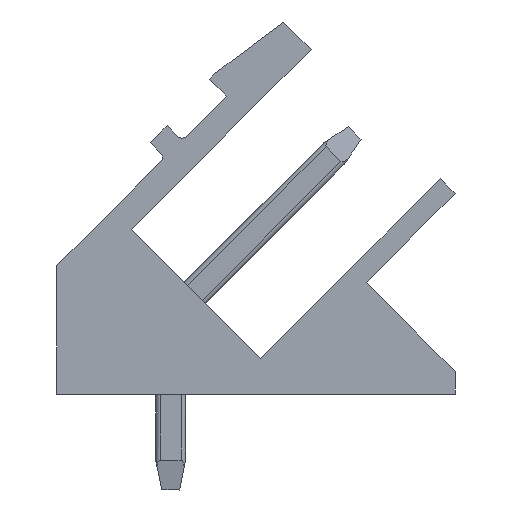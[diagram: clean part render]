
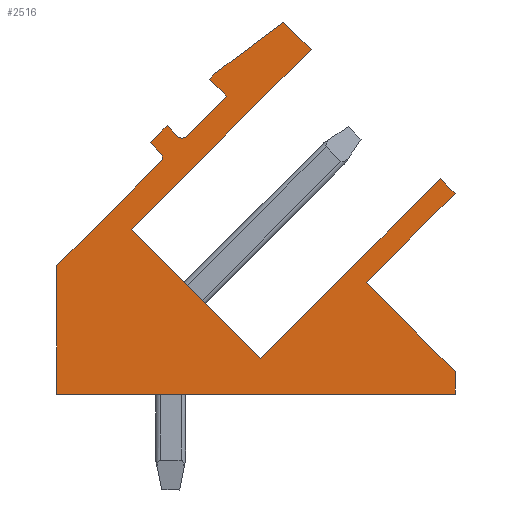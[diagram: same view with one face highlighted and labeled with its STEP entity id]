
A CAD part, left-side view. The second image highlights one B-rep face of the part: STEP entity #2516.
In plain terms, the highlighted planar face has unit normal (-1, 0, 0).
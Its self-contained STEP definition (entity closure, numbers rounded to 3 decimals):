
#1233=AXIS2_PLACEMENT_3D('Circle Axis2P3D',#1231,#1232,$) ;
#1357=AXIS2_PLACEMENT_3D('Circle Axis2P3D',#1355,#1356,$) ;
#2492=AXIS2_PLACEMENT_3D('Plane Axis2P3D',#2489,#2490,#2491) ;
#49=CARTESIAN_POINT('Vertex',(0.,6.505,4.385)) ;
#52=CARTESIAN_POINT('Line Origine',(0.,3.5,7.39)) ;
#56=CARTESIAN_POINT('Vertex',(0.,0.495,10.395)) ;
#87=CARTESIAN_POINT('Vertex',(0.,10.819,8.698)) ;
#90=CARTESIAN_POINT('Line Origine',(0.,8.662,6.541)) ;
#1042=CARTESIAN_POINT('Vertex',(0.,4.808,14.708)) ;
#1045=CARTESIAN_POINT('Line Origine',(0.,7.814,11.703)) ;
#1073=CARTESIAN_POINT('Vertex',(0.,5.728,15.628)) ;
#1076=CARTESIAN_POINT('Line Origine',(0.,5.268,15.168)) ;
#1104=CARTESIAN_POINT('Vertex',(0.,7.99,13.931)) ;
#1107=CARTESIAN_POINT('Line Origine',(0.,6.859,14.779)) ;
#1135=CARTESIAN_POINT('Vertex',(0.,8.202,13.718)) ;
#1138=CARTESIAN_POINT('Line Origine',(0.,8.096,13.824)) ;
#1166=CARTESIAN_POINT('Vertex',(0.,7.637,13.153)) ;
#1169=CARTESIAN_POINT('Line Origine',(0.,7.92,13.436)) ;
#1197=CARTESIAN_POINT('Vertex',(0.,8.98,11.809)) ;
#1200=CARTESIAN_POINT('Line Origine',(0.,8.309,12.481)) ;
#1228=CARTESIAN_POINT('Vertex',(0.,9.263,11.809)) ;
#1231=CARTESIAN_POINT('Axis2P3D Location',(0.,9.122,11.951)) ;
#1259=CARTESIAN_POINT('Vertex',(0.,9.617,12.163)) ;
#1262=CARTESIAN_POINT('Line Origine',(0.,9.44,11.986)) ;
#1290=CARTESIAN_POINT('Vertex',(0.,10.182,11.597)) ;
#1293=CARTESIAN_POINT('Line Origine',(0.,9.899,11.88)) ;
#1321=CARTESIAN_POINT('Vertex',(0.,9.829,11.244)) ;
#1324=CARTESIAN_POINT('Line Origine',(0.,10.006,11.42)) ;
#1352=CARTESIAN_POINT('Vertex',(0.,9.829,10.961)) ;
#1355=CARTESIAN_POINT('Axis2P3D Location',(0.,9.97,11.102)) ;
#1378=CARTESIAN_POINT('Vertex',(0.,13.3,7.489)) ;
#1381=CARTESIAN_POINT('Line Origine',(0.,11.564,9.225)) ;
#1409=CARTESIAN_POINT('Vertex',(0.,13.3,3.2)) ;
#1412=CARTESIAN_POINT('Line Origine',(0.,13.3,5.345)) ;
#1440=CARTESIAN_POINT('Vertex',(0.,0.,3.2)) ;
#1443=CARTESIAN_POINT('Line Origine',(0.,6.65,3.2)) ;
#2395=CARTESIAN_POINT('Vertex',(0.,0.,3.96)) ;
#2398=CARTESIAN_POINT('Line Origine',(0.,0.,3.58)) ;
#2426=CARTESIAN_POINT('Vertex',(0.,2.97,6.93)) ;
#2429=CARTESIAN_POINT('Line Origine',(0.,1.485,5.445)) ;
#2457=CARTESIAN_POINT('Vertex',(0.,0.,9.9)) ;
#2460=CARTESIAN_POINT('Line Origine',(0.,1.485,8.415)) ;
#2477=CARTESIAN_POINT('Line Origine',(0.,0.247,10.147)) ;
#2489=CARTESIAN_POINT('Axis2P3D Location',(0.,0.,0.)) ;
#53=DIRECTION('Vector Direction',(0.,0.707,-0.707)) ;
#91=DIRECTION('Vector Direction',(0.,-0.707,-0.707)) ;
#1046=DIRECTION('Vector Direction',(0.,-0.707,0.707)) ;
#1077=DIRECTION('Vector Direction',(0.,-0.707,-0.707)) ;
#1108=DIRECTION('Vector Direction',(0.,-0.8,0.6)) ;
#1139=DIRECTION('Vector Direction',(0.,-0.707,0.707)) ;
#1170=DIRECTION('Vector Direction',(0.,0.707,0.707)) ;
#1201=DIRECTION('Vector Direction',(0.,-0.707,0.707)) ;
#1232=DIRECTION('Axis2P3D Direction',(-1.,0.,0.)) ;
#1263=DIRECTION('Vector Direction',(0.,-0.707,-0.707)) ;
#1294=DIRECTION('Vector Direction',(0.,-0.707,0.707)) ;
#1325=DIRECTION('Vector Direction',(0.,0.707,0.707)) ;
#1356=DIRECTION('Axis2P3D Direction',(-1.,0.,0.)) ;
#1382=DIRECTION('Vector Direction',(0.,-0.707,0.707)) ;
#1413=DIRECTION('Vector Direction',(0.,0.,1.)) ;
#1444=DIRECTION('Vector Direction',(0.,1.,0.)) ;
#2399=DIRECTION('Vector Direction',(0.,0.,-1.)) ;
#2430=DIRECTION('Vector Direction',(0.,-0.707,-0.707)) ;
#2461=DIRECTION('Vector Direction',(0.,0.707,-0.707)) ;
#2478=DIRECTION('Vector Direction',(0.,-0.707,-0.707)) ;
#2490=DIRECTION('Axis2P3D Direction',(-1.,0.,0.)) ;
#2491=DIRECTION('Axis2P3D XDirection',(0.,0.,1.)) ;
#54=VECTOR('Line Direction',#53,1.) ;
#92=VECTOR('Line Direction',#91,1.) ;
#1047=VECTOR('Line Direction',#1046,1.) ;
#1078=VECTOR('Line Direction',#1077,1.) ;
#1109=VECTOR('Line Direction',#1108,1.) ;
#1140=VECTOR('Line Direction',#1139,1.) ;
#1171=VECTOR('Line Direction',#1170,1.) ;
#1202=VECTOR('Line Direction',#1201,1.) ;
#1264=VECTOR('Line Direction',#1263,1.) ;
#1295=VECTOR('Line Direction',#1294,1.) ;
#1326=VECTOR('Line Direction',#1325,1.) ;
#1383=VECTOR('Line Direction',#1382,1.) ;
#1414=VECTOR('Line Direction',#1413,1.) ;
#1445=VECTOR('Line Direction',#1444,1.) ;
#2400=VECTOR('Line Direction',#2399,1.) ;
#2431=VECTOR('Line Direction',#2430,1.) ;
#2462=VECTOR('Line Direction',#2461,1.) ;
#2479=VECTOR('Line Direction',#2478,1.) ;
#2495=ORIENTED_EDGE('',*,*,#58,.T.) ;
#2496=ORIENTED_EDGE('',*,*,#94,.T.) ;
#2497=ORIENTED_EDGE('',*,*,#1049,.T.) ;
#2498=ORIENTED_EDGE('',*,*,#1080,.T.) ;
#2499=ORIENTED_EDGE('',*,*,#1111,.T.) ;
#2500=ORIENTED_EDGE('',*,*,#1142,.T.) ;
#2501=ORIENTED_EDGE('',*,*,#1173,.T.) ;
#2502=ORIENTED_EDGE('',*,*,#1204,.T.) ;
#2503=ORIENTED_EDGE('',*,*,#1235,.T.) ;
#2504=ORIENTED_EDGE('',*,*,#1266,.T.) ;
#2505=ORIENTED_EDGE('',*,*,#1297,.T.) ;
#2506=ORIENTED_EDGE('',*,*,#1328,.T.) ;
#2507=ORIENTED_EDGE('',*,*,#1359,.T.) ;
#2508=ORIENTED_EDGE('',*,*,#1385,.T.) ;
#2509=ORIENTED_EDGE('',*,*,#1416,.T.) ;
#2510=ORIENTED_EDGE('',*,*,#1447,.T.) ;
#2511=ORIENTED_EDGE('',*,*,#2402,.T.) ;
#2512=ORIENTED_EDGE('',*,*,#2433,.T.) ;
#2513=ORIENTED_EDGE('',*,*,#2464,.T.) ;
#2514=ORIENTED_EDGE('',*,*,#2481,.T.) ;
#2516=ADVANCED_FACE('Housing',(#2515),#2493,.T.) ;
#1234=CIRCLE('generated circle',#1233,0.2) ;
#1358=CIRCLE('generated circle',#1357,0.2) ;
#58=EDGE_CURVE('',#57,#50,#55,.T.) ;
#94=EDGE_CURVE('',#50,#88,#93,.F.) ;
#1049=EDGE_CURVE('',#88,#1043,#1048,.T.) ;
#1080=EDGE_CURVE('',#1043,#1074,#1079,.F.) ;
#1111=EDGE_CURVE('',#1074,#1105,#1110,.F.) ;
#1142=EDGE_CURVE('',#1105,#1136,#1141,.F.) ;
#1173=EDGE_CURVE('',#1136,#1167,#1172,.F.) ;
#1204=EDGE_CURVE('',#1167,#1198,#1203,.F.) ;
#1235=EDGE_CURVE('',#1198,#1229,#1234,.F.) ;
#1266=EDGE_CURVE('',#1229,#1260,#1265,.F.) ;
#1297=EDGE_CURVE('',#1260,#1291,#1296,.F.) ;
#1328=EDGE_CURVE('',#1291,#1322,#1327,.F.) ;
#1359=EDGE_CURVE('',#1322,#1353,#1358,.F.) ;
#1385=EDGE_CURVE('',#1353,#1379,#1384,.F.) ;
#1416=EDGE_CURVE('',#1379,#1410,#1415,.F.) ;
#1447=EDGE_CURVE('',#1410,#1441,#1446,.F.) ;
#2402=EDGE_CURVE('',#1441,#2396,#2401,.F.) ;
#2433=EDGE_CURVE('',#2396,#2427,#2432,.F.) ;
#2464=EDGE_CURVE('',#2427,#2458,#2463,.F.) ;
#2481=EDGE_CURVE('',#2458,#57,#2480,.F.) ;
#2494=EDGE_LOOP('',(#2495,#2496,#2497,#2498,#2499,#2500,#2501,#2502,#2503,#2504,#2505,#2506,#2507,#2508,#2509,#2510,#2511,#2512,#2513,#2514)) ;
#2515=FACE_OUTER_BOUND('',#2494,.T.) ;
#55=LINE('Line',#52,#54) ;
#93=LINE('Line',#90,#92) ;
#1048=LINE('Line',#1045,#1047) ;
#1079=LINE('Line',#1076,#1078) ;
#1110=LINE('Line',#1107,#1109) ;
#1141=LINE('Line',#1138,#1140) ;
#1172=LINE('Line',#1169,#1171) ;
#1203=LINE('Line',#1200,#1202) ;
#1265=LINE('Line',#1262,#1264) ;
#1296=LINE('Line',#1293,#1295) ;
#1327=LINE('Line',#1324,#1326) ;
#1384=LINE('Line',#1381,#1383) ;
#1415=LINE('Line',#1412,#1414) ;
#1446=LINE('Line',#1443,#1445) ;
#2401=LINE('Line',#2398,#2400) ;
#2432=LINE('Line',#2429,#2431) ;
#2463=LINE('Line',#2460,#2462) ;
#2480=LINE('Line',#2477,#2479) ;
#2493=PLANE('',#2492) ;
#50=VERTEX_POINT('',#49) ;
#57=VERTEX_POINT('',#56) ;
#88=VERTEX_POINT('',#87) ;
#1043=VERTEX_POINT('',#1042) ;
#1074=VERTEX_POINT('',#1073) ;
#1105=VERTEX_POINT('',#1104) ;
#1136=VERTEX_POINT('',#1135) ;
#1167=VERTEX_POINT('',#1166) ;
#1198=VERTEX_POINT('',#1197) ;
#1229=VERTEX_POINT('',#1228) ;
#1260=VERTEX_POINT('',#1259) ;
#1291=VERTEX_POINT('',#1290) ;
#1322=VERTEX_POINT('',#1321) ;
#1353=VERTEX_POINT('',#1352) ;
#1379=VERTEX_POINT('',#1378) ;
#1410=VERTEX_POINT('',#1409) ;
#1441=VERTEX_POINT('',#1440) ;
#2396=VERTEX_POINT('',#2395) ;
#2427=VERTEX_POINT('',#2426) ;
#2458=VERTEX_POINT('',#2457) ;
